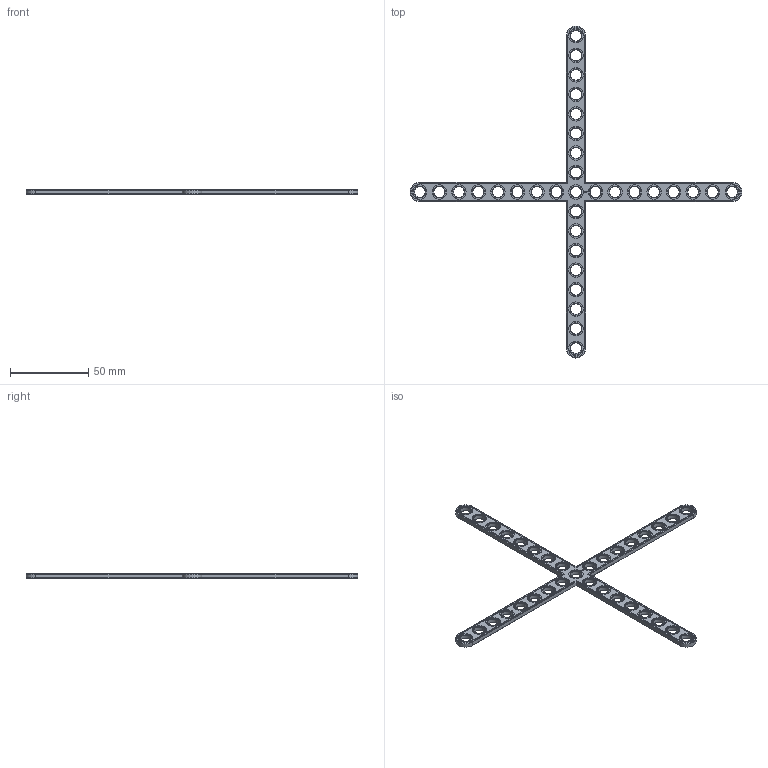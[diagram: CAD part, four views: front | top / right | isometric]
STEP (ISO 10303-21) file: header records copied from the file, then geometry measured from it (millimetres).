
FILE_DESCRIPTION(('FreeCAD Model'),'2;1');
FILE_NAME('Open CASCADE Shape Model','2023-10-20T20:35:20',(''),(''), 'Open CASCADE STEP processor 7.6','FreeCAD','Unknown');
FILE_SCHEMA(('AUTOMOTIVE_DESIGN { 1 0 10303 214 1 1 1 1 }'));
Length unit declared in the file: millimetre
Products named in the file (1): Brace CRS STD SYM ER BU17x00,25 - SPN-BRC-0607 (stemfie.org)
Bounding box: 212.5 x 212.5 x 3.12 mm (x, y, z)
Volume: 11395.9 mm3; surface area: 12313.2 mm2
Topology: 1 solids, 1 shells, 732 faces, 1910 edges, 1248 vertices
Faces by surface type: plane 372, extrusion 198, cone 88, cylinder 74
Full cylindrical faces by diameter (mm): 7 x33, 9.2 x33
Entity records: 48497 total; most frequent: CARTESIAN_POINT 12538, DIRECTION 5590, VECTOR 3916, ORIENTED_EDGE 3820, PCURVE 3820, DEFINITIONAL_REPRESENTATION 3820, LINE 3718, EDGE_CURVE 1910
